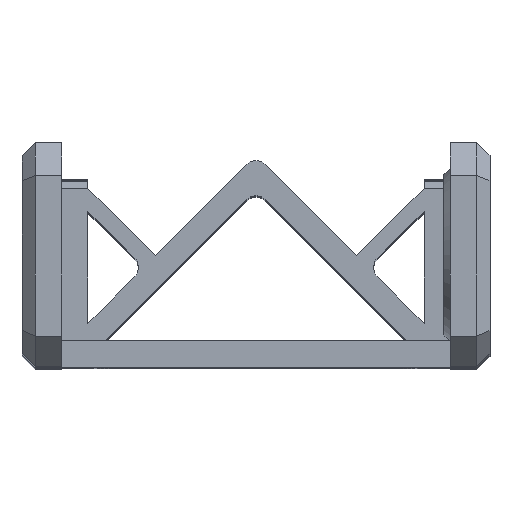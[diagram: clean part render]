
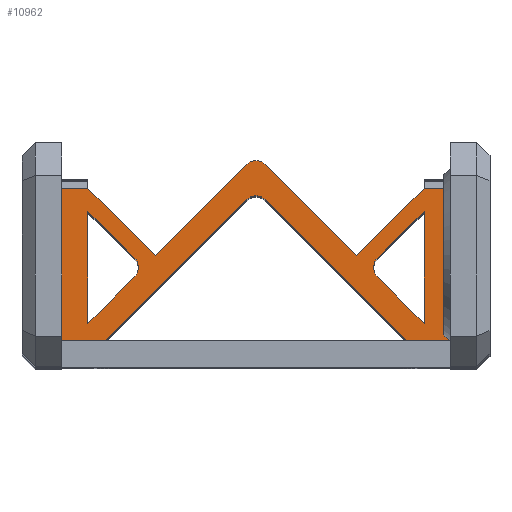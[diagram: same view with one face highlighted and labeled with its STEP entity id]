
A CAD part, top view. The second image highlights one B-rep face of the part: STEP entity #10962.
In plain terms, the highlighted face is planar.
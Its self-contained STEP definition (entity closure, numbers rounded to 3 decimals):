
#150=FACE_BOUND('',#1370,.T.);
#151=FACE_BOUND('',#1371,.T.);
#289=PLANE('',#11779);
#720=FACE_OUTER_BOUND('',#1369,.T.);
#1369=EDGE_LOOP('',(#8199,#8200,#8201,#8202,#8203,#8204,#8205,#8206,#8207,
#8208,#8209,#8210,#8211,#8212,#8213));
#1370=EDGE_LOOP('',(#8214,#8215,#8216,#8217));
#1371=EDGE_LOOP('',(#8218,#8219,#8220,#8221));
#1935=LINE('',#15850,#3151);
#2092=LINE('',#16371,#3308);
#2097=LINE('',#16385,#3313);
#2132=LINE('',#16466,#3348);
#2135=LINE('',#16475,#3351);
#2178=LINE('',#16565,#3394);
#2180=LINE('',#16569,#3396);
#2182=LINE('',#16574,#3398);
#2184=LINE('',#16577,#3400);
#2186=LINE('',#16581,#3402);
#2187=LINE('',#16583,#3403);
#2291=LINE('',#16929,#3507);
#2292=LINE('',#16932,#3508);
#2303=LINE('',#16953,#3519);
#2304=LINE('',#16955,#3520);
#2305=LINE('',#16956,#3521);
#2306=LINE('',#16957,#3522);
#2307=LINE('',#16958,#3523);
#2308=LINE('',#16959,#3524);
#3151=VECTOR('',#12533,10.);
#3308=VECTOR('',#12942,10.);
#3313=VECTOR('',#12955,10.);
#3348=VECTOR('',#13022,10.);
#3351=VECTOR('',#13031,10.);
#3394=VECTOR('',#13114,10.);
#3396=VECTOR('',#13118,10.);
#3398=VECTOR('',#13122,10.);
#3400=VECTOR('',#13126,10.);
#3402=VECTOR('',#13130,10.);
#3403=VECTOR('',#13133,10.);
#3507=VECTOR('',#13513,10.);
#3508=VECTOR('',#13516,10.);
#3519=VECTOR('',#13529,10.);
#3520=VECTOR('',#13530,10.);
#3521=VECTOR('',#13531,10.);
#3522=VECTOR('',#13532,10.);
#3523=VECTOR('',#13533,10.);
#3524=VECTOR('',#13534,10.);
#4448=CIRCLE('',#11590,2.);
#4450=CIRCLE('',#11594,2.);
#4456=CIRCLE('',#11607,2.);
#4459=CIRCLE('',#11613,2.);
#4776=VERTEX_POINT('',#15847);
#4777=VERTEX_POINT('',#15849);
#5013=VERTEX_POINT('',#16364);
#5014=VERTEX_POINT('',#16366);
#5015=VERTEX_POINT('',#16370);
#5019=VERTEX_POINT('',#16379);
#5020=VERTEX_POINT('',#16381);
#5038=VERTEX_POINT('',#16434);
#5039=VERTEX_POINT('',#16435);
#5050=VERTEX_POINT('',#16464);
#5051=VERTEX_POINT('',#16468);
#5052=VERTEX_POINT('',#16470);
#5053=VERTEX_POINT('',#16474);
#5080=VERTEX_POINT('',#16563);
#5081=VERTEX_POINT('',#16567);
#5082=VERTEX_POINT('',#16571);
#5083=VERTEX_POINT('',#16573);
#5084=VERTEX_POINT('',#16579);
#5187=VERTEX_POINT('',#16925);
#5188=VERTEX_POINT('',#16927);
#5189=VERTEX_POINT('',#16931);
#5198=VERTEX_POINT('',#16952);
#5199=VERTEX_POINT('',#16954);
#5781=EDGE_CURVE('',#4777,#4776,#1935,.T.);
#6038=EDGE_CURVE('',#5014,#5013,#4448,.T.);
#6040=EDGE_CURVE('',#5014,#5015,#2092,.T.);
#6045=EDGE_CURVE('',#5020,#5019,#4450,.T.);
#6047=EDGE_CURVE('',#5020,#4776,#2097,.T.);
#6073=EDGE_CURVE('',#5038,#5039,#4456,.T.);
#6090=EDGE_CURVE('',#5050,#5039,#2132,.T.);
#6092=EDGE_CURVE('',#5052,#5051,#4459,.T.);
#6094=EDGE_CURVE('',#5052,#5053,#2135,.T.);
#6142=EDGE_CURVE('',#5080,#5051,#2178,.T.);
#6144=EDGE_CURVE('',#5081,#5013,#2180,.T.);
#6146=EDGE_CURVE('',#5082,#5083,#2182,.T.);
#6148=EDGE_CURVE('',#5038,#5082,#2184,.T.);
#6150=EDGE_CURVE('',#5084,#5050,#2186,.T.);
#6151=EDGE_CURVE('',#4777,#5019,#2187,.T.);
#6321=EDGE_CURVE('',#5187,#5188,#2291,.T.);
#6322=EDGE_CURVE('',#5187,#5189,#2292,.T.);
#6333=EDGE_CURVE('',#5198,#5084,#2303,.T.);
#6334=EDGE_CURVE('',#5198,#5199,#2304,.T.);
#6335=EDGE_CURVE('',#5199,#5053,#2305,.T.);
#6336=EDGE_CURVE('',#5189,#5080,#2306,.T.);
#6337=EDGE_CURVE('',#5083,#5188,#2307,.T.);
#6338=EDGE_CURVE('',#5015,#5081,#2308,.T.);
#8199=ORIENTED_EDGE('',*,*,#6073,.T.);
#8200=ORIENTED_EDGE('',*,*,#6090,.F.);
#8201=ORIENTED_EDGE('',*,*,#6150,.F.);
#8202=ORIENTED_EDGE('',*,*,#6333,.F.);
#8203=ORIENTED_EDGE('',*,*,#6334,.T.);
#8204=ORIENTED_EDGE('',*,*,#6335,.T.);
#8205=ORIENTED_EDGE('',*,*,#6094,.F.);
#8206=ORIENTED_EDGE('',*,*,#6092,.T.);
#8207=ORIENTED_EDGE('',*,*,#6142,.F.);
#8208=ORIENTED_EDGE('',*,*,#6336,.F.);
#8209=ORIENTED_EDGE('',*,*,#6322,.F.);
#8210=ORIENTED_EDGE('',*,*,#6321,.T.);
#8211=ORIENTED_EDGE('',*,*,#6337,.F.);
#8212=ORIENTED_EDGE('',*,*,#6146,.F.);
#8213=ORIENTED_EDGE('',*,*,#6148,.F.);
#8214=ORIENTED_EDGE('',*,*,#6338,.F.);
#8215=ORIENTED_EDGE('',*,*,#6040,.F.);
#8216=ORIENTED_EDGE('',*,*,#6038,.T.);
#8217=ORIENTED_EDGE('',*,*,#6144,.F.);
#8218=ORIENTED_EDGE('',*,*,#6151,.F.);
#8219=ORIENTED_EDGE('',*,*,#5781,.T.);
#8220=ORIENTED_EDGE('',*,*,#6047,.F.);
#8221=ORIENTED_EDGE('',*,*,#6045,.T.);
#10962=ADVANCED_FACE('',(#720,#150,#151),#289,.F.);
#11590=AXIS2_PLACEMENT_3D('',#16367,#12937,#12938);
#11594=AXIS2_PLACEMENT_3D('',#16382,#12950,#12951);
#11607=AXIS2_PLACEMENT_3D('',#16436,#12998,#12999);
#11613=AXIS2_PLACEMENT_3D('',#16471,#13026,#13027);
#11779=AXIS2_PLACEMENT_3D('',#16951,#13527,#13528);
#12533=DIRECTION('',(0.,0.,-1.));
#12937=DIRECTION('center_axis',(0.,-1.,0.));
#12938=DIRECTION('ref_axis',(-1.,0.,0.));
#12942=DIRECTION('',(0.707,0.,0.707));
#12950=DIRECTION('center_axis',(0.,-1.,0.));
#12951=DIRECTION('ref_axis',(1.,0.,0.));
#12955=DIRECTION('',(-0.707,0.,-0.707));
#12998=DIRECTION('center_axis',(0.,1.,0.));
#12999=DIRECTION('ref_axis',(0.,0.,-1.));
#13022=DIRECTION('',(0.707,0.,-0.707));
#13026=DIRECTION('center_axis',(0.,-1.,0.));
#13027=DIRECTION('ref_axis',(0.,0.,-1.));
#13031=DIRECTION('',(-0.707,0.,0.707));
#13114=DIRECTION('',(-0.707,0.,-0.707));
#13118=DIRECTION('',(-0.707,0.,0.707));
#13122=DIRECTION('',(0.707,0.,-0.707));
#13126=DIRECTION('',(0.707,0.,0.707));
#13130=DIRECTION('',(0.707,0.,0.707));
#13133=DIRECTION('',(0.707,0.,-0.707));
#13513=DIRECTION('',(-1.,0.,0.));
#13516=DIRECTION('',(0.,0.,1.));
#13527=DIRECTION('center_axis',(0.,-1.,0.));
#13528=DIRECTION('ref_axis',(0.,0.,1.));
#13529=DIRECTION('',(1.,0.,0.));
#13530=DIRECTION('',(0.,0.,1.));
#13531=DIRECTION('',(1.,0.,0.));
#13532=DIRECTION('',(-1.,0.,0.));
#13533=DIRECTION('',(0.,0.,-1.));
#13534=DIRECTION('',(0.,0.,-1.));
#15847=CARTESIAN_POINT('',(-25.625,152.,1.373));
#15849=CARTESIAN_POINT('',(-25.625,152.,18.343));
#15850=CARTESIAN_POINT('',(-25.625,152.,0.));
#16364=CARTESIAN_POINT('',(18.304,152.,8.444));
#16366=CARTESIAN_POINT('',(18.304,152.,11.272));
#16367=CARTESIAN_POINT('Origin',(19.718,152.,9.858));
#16370=CARTESIAN_POINT('',(25.375,152.,18.343));
#16371=CARTESIAN_POINT('',(-0.125,152.,-7.157));
#16379=CARTESIAN_POINT('',(-18.554,152.,11.272));
#16381=CARTESIAN_POINT('',(-18.554,152.,8.444));
#16382=CARTESIAN_POINT('Origin',(-19.968,152.,9.858));
#16385=CARTESIAN_POINT('',(-25.625,152.,1.373));
#16434=CARTESIAN_POINT('',(1.289,152.,-5.743));
#16435=CARTESIAN_POINT('',(-1.539,152.,-5.743));
#16436=CARTESIAN_POINT('Origin',(-0.125,152.,-4.328));
#16464=CARTESIAN_POINT('',(-15.372,152.,8.09));
#16466=CARTESIAN_POINT('',(-25.625,152.,18.343));
#16468=CARTESIAN_POINT('',(1.289,152.,-0.429));
#16470=CARTESIAN_POINT('',(-1.539,152.,-0.429));
#16471=CARTESIAN_POINT('Origin',(-0.125,152.,0.985));
#16474=CARTESIAN_POINT('',(-22.968,152.,21.));
#16475=CARTESIAN_POINT('',(-22.968,152.,21.));
#16563=CARTESIAN_POINT('',(22.718,152.,21.));
#16565=CARTESIAN_POINT('',(-0.125,152.,-1.843));
#16567=CARTESIAN_POINT('',(25.375,152.,1.373));
#16569=CARTESIAN_POINT('',(16.89,152.,9.858));
#16571=CARTESIAN_POINT('',(15.122,152.,8.09));
#16573=CARTESIAN_POINT('',(25.375,152.,-2.163));
#16574=CARTESIAN_POINT('',(25.375,152.,-2.163));
#16577=CARTESIAN_POINT('',(-0.125,152.,-7.157));
#16579=CARTESIAN_POINT('',(-25.625,152.,-2.163));
#16581=CARTESIAN_POINT('',(-15.372,152.,8.09));
#16583=CARTESIAN_POINT('',(-25.625,152.,18.343));
#16925=CARTESIAN_POINT('',(29.375,152.,-2.163));
#16927=CARTESIAN_POINT('',(25.375,152.,-2.163));
#16929=CARTESIAN_POINT('',(29.375,152.,-2.163));
#16931=CARTESIAN_POINT('',(29.375,152.,21.));
#16932=CARTESIAN_POINT('',(29.375,152.,4.));
#16951=CARTESIAN_POINT('Origin',(29.375,152.,0.));
#16952=CARTESIAN_POINT('',(-29.625,152.,-2.163));
#16953=CARTESIAN_POINT('',(-29.625,152.,-2.163));
#16954=CARTESIAN_POINT('',(-29.625,152.,21.));
#16955=CARTESIAN_POINT('',(-29.625,152.,4.));
#16956=CARTESIAN_POINT('',(-29.625,152.,21.));
#16957=CARTESIAN_POINT('',(29.375,152.,21.));
#16958=CARTESIAN_POINT('',(25.375,152.,0.));
#16959=CARTESIAN_POINT('',(25.375,152.,0.));
